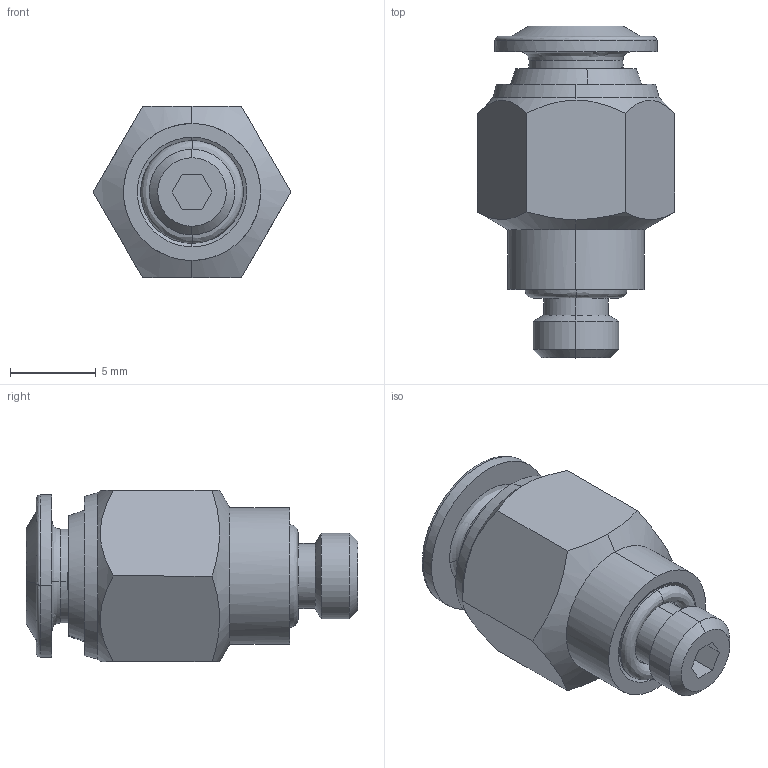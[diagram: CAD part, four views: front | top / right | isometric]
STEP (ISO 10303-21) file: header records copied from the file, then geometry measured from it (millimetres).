
FILE_DESCRIPTION (( 'STEP AP214' ), '1' );
FILE_NAME ('PC04-M5_ME.STEP', '2018-09-06T06:56:23', ( '' ), ( '' ), 'SwSTEP 2.0', 'SolidWorks 2018', '' );
FILE_SCHEMA (( 'AUTOMOTIVE_DESIGN' ));
Length unit declared in the file: millimetre
Products named in the file (1): PC04-M5_ME
Bounding box: 11.55 x 19.4 x 10 mm (x, y, z)
Volume: 1033.4 mm3; surface area: 833.2 mm2
Topology: 1 solids, 1 shells, 71 faces, 170 edges, 106 vertices
Faces by surface type: bspline 71
Entity records: 3078 total; most frequent: CARTESIAN_POINT 1978, ORIENTED_EDGE 340, EDGE_CURVE 170, B_SPLINE_CURVE_WITH_KNOTS 119, VERTEX_POINT 106, EDGE_LOOP 80, FACE_OUTER_BOUND 71, ADVANCED_FACE 71
